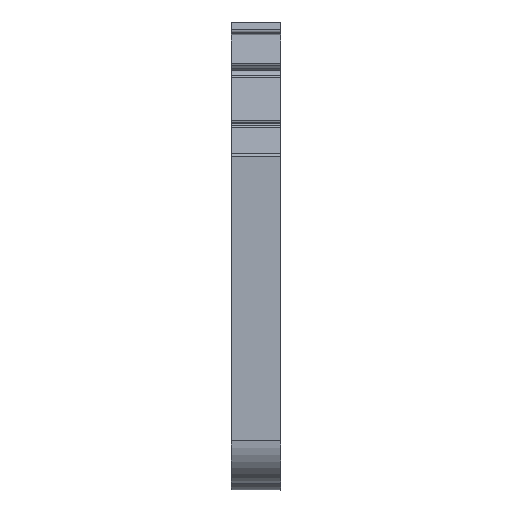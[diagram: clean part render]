
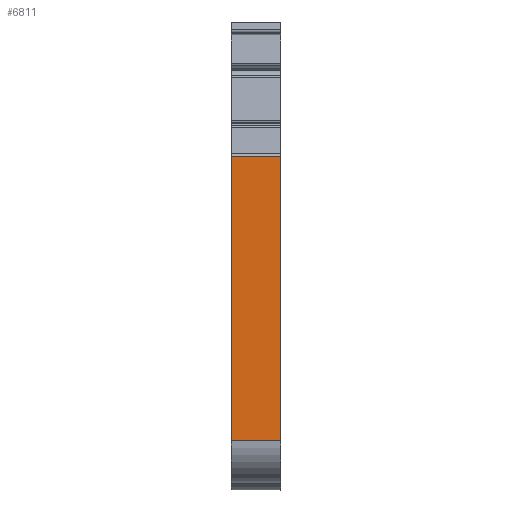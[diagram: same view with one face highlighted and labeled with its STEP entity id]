
A CAD part, left-side view. The second image highlights one B-rep face of the part: STEP entity #6811.
In plain terms, the highlighted face is planar.
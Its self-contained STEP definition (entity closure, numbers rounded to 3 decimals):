
#28 = CARTESIAN_POINT ( 'NONE',  ( 3.5, 45.3, 0. ) ) ;
#213 = EDGE_CURVE ( 'NONE', #340, #2969, #1716, .T. ) ;
#265 = CARTESIAN_POINT ( 'NONE',  ( 0., 45.3, 0. ) ) ;
#340 = VERTEX_POINT ( 'NONE', #2148 ) ;
#450 = DIRECTION ( 'NONE',  ( 0., 0., -1. ) ) ;
#534 = DIRECTION ( 'NONE',  ( 0., 1., 0. ) ) ;
#962 = EDGE_CURVE ( 'NONE', #2162, #2259, #1620, .T. ) ;
#1010 = ORIENTED_EDGE ( 'NONE', *, *, #6699, .T. ) ;
#1189 = EDGE_CURVE ( 'NONE', #2259, #2969, #3521, .T. ) ;
#1545 = DIRECTION ( 'NONE',  ( 1., 0., 0. ) ) ;
#1620 = LINE ( 'NONE', #2181, #4762 ) ;
#1716 = LINE ( 'NONE', #2204, #6819 ) ;
#1738 = AXIS2_PLACEMENT_3D ( 'NONE', #2176, #534, #450 ) ;
#2148 = CARTESIAN_POINT ( 'NONE',  ( 0., 45.3, 0. ) ) ;
#2162 = VERTEX_POINT ( 'NONE', #5724 ) ;
#2176 = CARTESIAN_POINT ( 'NONE',  ( 0., 45.3, 0. ) ) ;
#2181 = CARTESIAN_POINT ( 'NONE',  ( 0., 45.3, -19.924 ) ) ;
#2204 = CARTESIAN_POINT ( 'NONE',  ( 0., 45.3, 0. ) ) ;
#2259 = VERTEX_POINT ( 'NONE', #3388 ) ;
#2923 = VECTOR ( 'NONE', #4270, 1000. ) ;
#2969 = VERTEX_POINT ( 'NONE', #28 ) ;
#3298 = FACE_OUTER_BOUND ( 'NONE', #6824, .T. ) ;
#3388 = CARTESIAN_POINT ( 'NONE',  ( 3.5, 45.3, -19.924 ) ) ;
#3521 = LINE ( 'NONE', #4009, #4523 ) ;
#4009 = CARTESIAN_POINT ( 'NONE',  ( 3.5, 45.3, 0. ) ) ;
#4270 = DIRECTION ( 'NONE',  ( 0., 0., 1. ) ) ;
#4523 = VECTOR ( 'NONE', #6331, 1000. ) ;
#4744 = ORIENTED_EDGE ( 'NONE', *, *, #962, .F. ) ;
#4762 = VECTOR ( 'NONE', #1545, 1000. ) ;
#4767 = ORIENTED_EDGE ( 'NONE', *, *, #1189, .F. ) ;
#5376 = LINE ( 'NONE', #265, #2923 ) ;
#5724 = CARTESIAN_POINT ( 'NONE',  ( 0., 45.3, -19.924 ) ) ;
#5735 = DIRECTION ( 'NONE',  ( 1., 0., 0. ) ) ;
#6133 = ORIENTED_EDGE ( 'NONE', *, *, #213, .T. ) ;
#6177 = PLANE ( 'NONE',  #1738 ) ;
#6331 = DIRECTION ( 'NONE',  ( 0., 0., 1. ) ) ;
#6699 = EDGE_CURVE ( 'NONE', #2162, #340, #5376, .T. ) ;
#6811 = ADVANCED_FACE ( 'NONE', ( #3298 ), #6177, .T. ) ;
#6819 = VECTOR ( 'NONE', #5735, 1000. ) ;
#6824 = EDGE_LOOP ( 'NONE', ( #4767, #4744, #1010, #6133 ) ) ;
